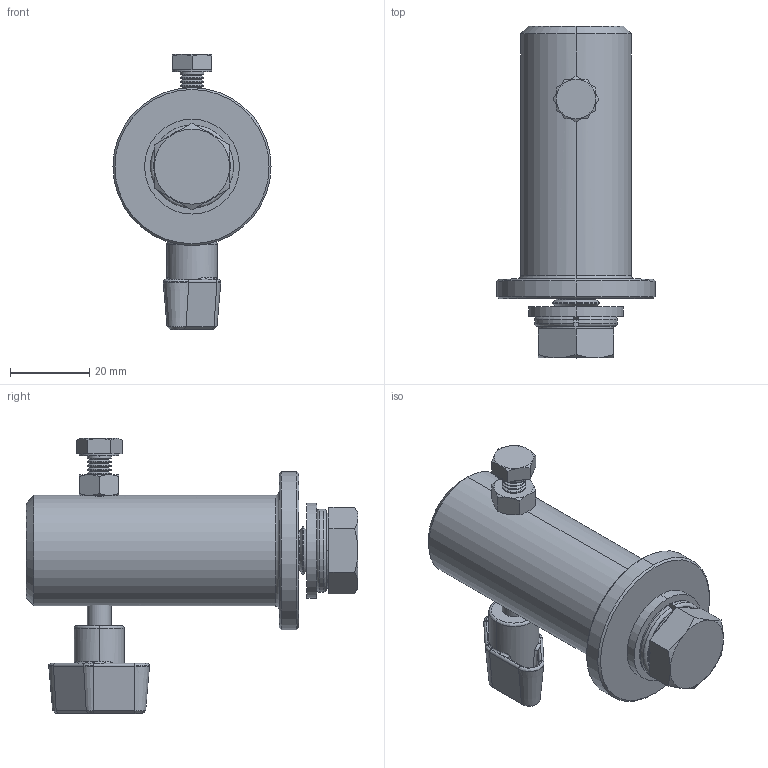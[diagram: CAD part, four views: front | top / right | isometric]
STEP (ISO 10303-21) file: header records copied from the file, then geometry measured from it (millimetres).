
FILE_DESCRIPTION (( 'STEP AP203' ), '1' );
FILE_NAME ('T51101.STEP', '2022-09-05T10:26:26', ( '' ), ( '' ), 'SwSTEP 2.0', 'SolidWorks 2022', '' );
FILE_SCHEMA (( 'CONFIG_CONTROL_DESIGN' ));
Length unit declared in the file: millimetre
Products named in the file (8): T51101; S3052; Hex Nut Style 1 GradeAB_Doughty Fastners_Hexagon Nut ISO - 4032 - M6 - D - S; A Washer_Bright washer BS 4320 - M12 (Form A); Hex Screw GradeC_Doughty Fastners_ISO 4018 - M6 x 16-WS; TH2928; Single Coil Rectangular Section Spring Washer_Doughty Fastners_Rectangular section spring washer BS 4464 - 12 (Type B); Hex Screw GradeC_Doughty Fastners_ISO 4018 - M12 x 30-WS
Assembly tree (7 placements, depth 2):
  T51101
    TH2928
    Hex Screw GradeC_Doughty Fastners_ISO 4018 - M6 x 16-WS
    Hex Nut Style 1 GradeAB_Doughty Fastners_Hexagon Nut ISO - 4032 - M6 - D - S
    S3052
    A Washer_Bright washer BS 4320 - M12 (Form A)
    Single Coil Rectangular Section Spring Washer_Doughty Fastners_Rectangular section spring washer BS 4464 - 12 (Type B)
    Hex Screw GradeC_Doughty Fastners_ISO 4018 - M12 x 30-WS
Bounding box: 40 x 83.95 x 69.6 mm (x, y, z)
Volume: 46270.5 mm3; surface area: 19361.5 mm2
Topology: 7 solids, 7 shells, 446 faces, 1078 edges, 646 vertices
Faces by surface type: cone 208, cylinder 120, plane 64, bspline 48, torus 6
Entity records: 16899 total; most frequent: CARTESIAN_POINT 5795, DIRECTION 2230, ORIENTED_EDGE 2156, EDGE_CURVE 1078, AXIS2_PLACEMENT_3D 922, VERTEX_POINT 646, CIRCLE 514, EDGE_LOOP 456
